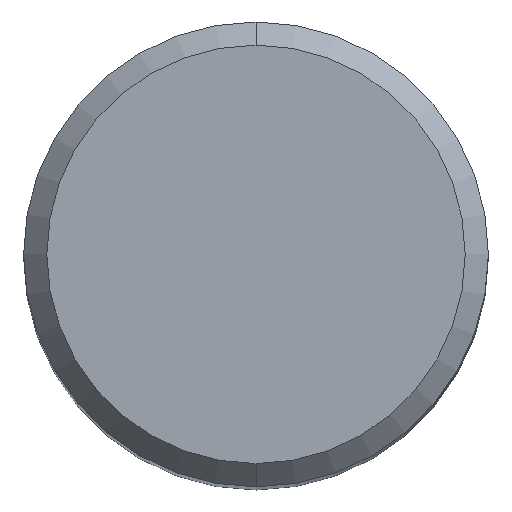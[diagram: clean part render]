
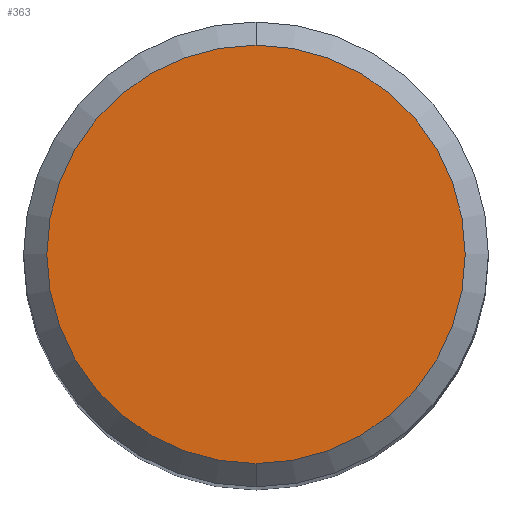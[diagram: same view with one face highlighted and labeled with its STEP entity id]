
A CAD part, top view. The second image highlights one B-rep face of the part: STEP entity #363.
In plain terms, the highlighted planar face has unit normal (0, 0, 1).
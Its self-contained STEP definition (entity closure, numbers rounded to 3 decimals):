
#223=VERTEX_POINT('',#516);
#291=EDGE_CURVE('',#403,#223,#593,.T.);
#363=ADVANCED_FACE('',(#674),#675,.T.);
#397=EDGE_CURVE('',#223,#403,#711,.T.);
#403=VERTEX_POINT('',#718);
#516=CARTESIAN_POINT('',(0.,-4.5,0.0));
#593=CIRCLE('',#1043,4.5);
#674=FACE_OUTER_BOUND('',#1206,.T.);
#675=PLANE('',#1207);
#711=CIRCLE('',#1338,4.5);
#718=CARTESIAN_POINT('',(0.0,4.5,0.0));
#1043=AXIS2_PLACEMENT_3D('',#1539,#1540,#1541);
#1206=EDGE_LOOP('',(#1650,#1651));
#1207=AXIS2_PLACEMENT_3D('',#1652,#1653,#1654);
#1338=AXIS2_PLACEMENT_3D('',#1684,#1685,#1686);
#1539=CARTESIAN_POINT('',(0.0,0.0,0.0));
#1540=DIRECTION('',(0.0,0.0,-1.0));
#1541=DIRECTION('',(0.0,1.0,0.0));
#1650=ORIENTED_EDGE('',*,*,#291,.F.);
#1651=ORIENTED_EDGE('',*,*,#397,.F.);
#1652=CARTESIAN_POINT('',(0.0,2.25,0.0));
#1653=DIRECTION('',(-0.0,0.0,1.0));
#1654=DIRECTION('',(0.0,-1.0,0.0));
#1684=CARTESIAN_POINT('',(0.0,0.0,0.0));
#1685=DIRECTION('',(0.0,0.0,-1.0));
#1686=DIRECTION('',(0.0,1.0,0.0));
